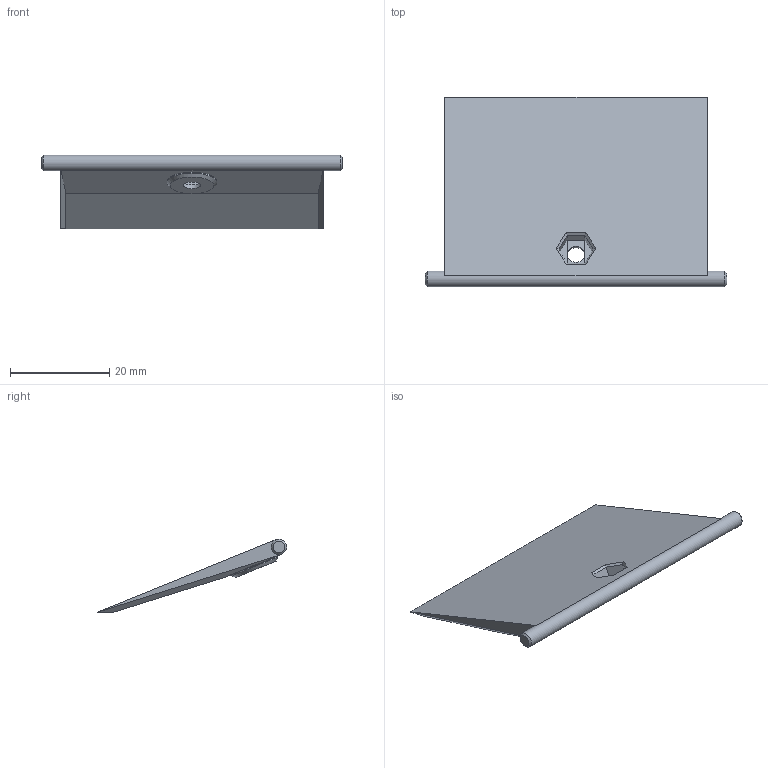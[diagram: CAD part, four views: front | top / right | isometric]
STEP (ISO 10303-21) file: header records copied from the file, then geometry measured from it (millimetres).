
FILE_DESCRIPTION(('FreeCAD Model'),'2;1');
FILE_NAME('Open CASCADE Shape Model','2024-10-16T14:21:24',(''),(''), 'Open CASCADE STEP processor 7.7','Ondsel','Unknown');
FILE_SCHEMA(('AUTOMOTIVE_DESIGN { 1 0 10303 214 1 1 1 1 }'));
Length unit declared in the file: millimetre
Products named in the file (2): Swich_Leave; Switch_Leave-Body
Assembly tree (1 placements, depth 2):
  Swich_Leave
    Switch_Leave-Body
Bounding box: 60.7 x 38.13 x 14.85 mm (x, y, z)
Volume: 5086.9 mm3; surface area: 4673.2 mm2
Topology: 1 solids, 1 shells, 36 faces, 77 edges, 45 vertices
Faces by surface type: plane 30, cylinder 3, cone 3
Full cylindrical faces by diameter (mm): 3.16 x1, 3.522 x1, 10 x1
Entity records: 985 total; most frequent: DIRECTION 165, CARTESIAN_POINT 161, ORIENTED_EDGE 154, EDGE_CURVE 77, LINE 63, VECTOR 63, AXIS2_PLACEMENT_3D 51, VERTEX_POINT 45
